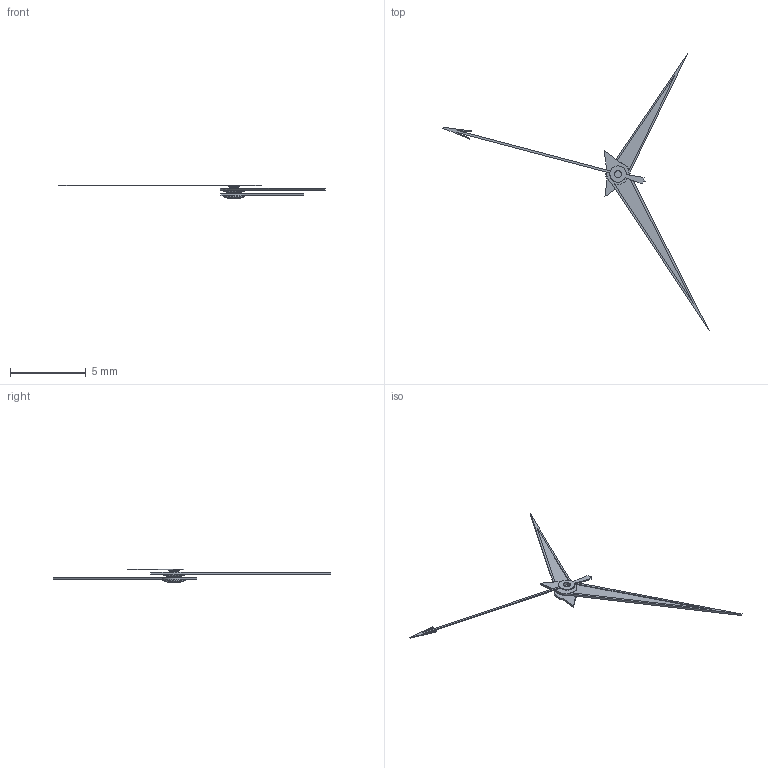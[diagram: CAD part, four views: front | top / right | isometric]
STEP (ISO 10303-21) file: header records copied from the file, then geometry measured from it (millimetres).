
FILE_DESCRIPTION(/* description */ (''),/* implementation_level */ '2;1');
FILE_NAME(/* name */ 'WatchHands_36',/* time_stamp */ '2012-03-06T00:31:29-03:00',/* author */ (''),/* organization */ (''),/* preprocessor_version */ 'ST-DEVELOPER v10',/* originating_system */ '',/* authorisation */ '');
FILE_SCHEMA (('CONFIG_CONTROL_DESIGN'));
Length unit declared in the file: millimetre
Products named in the file (1): 1
Bounding box: 17.62 x 18.38 x 0.92 mm (x, y, z)
Volume: 0.2 mm3; surface area: 54.5 mm2
Topology: 1 solids, 5 shells, 83 faces, 197 edges, 129 vertices
Faces by surface type: plane 45, bspline 38
Entity records: 2524 total; most frequent: CARTESIAN_POINT 1180, ORIENTED_EDGE 380, EDGE_CURVE 197, VERTEX_POINT 129, B_SPLINE_CURVE_WITH_KNOTS 127, EDGE_LOOP 94, ADVANCED_FACE 83, FACE_OUTER_BOUND 83
